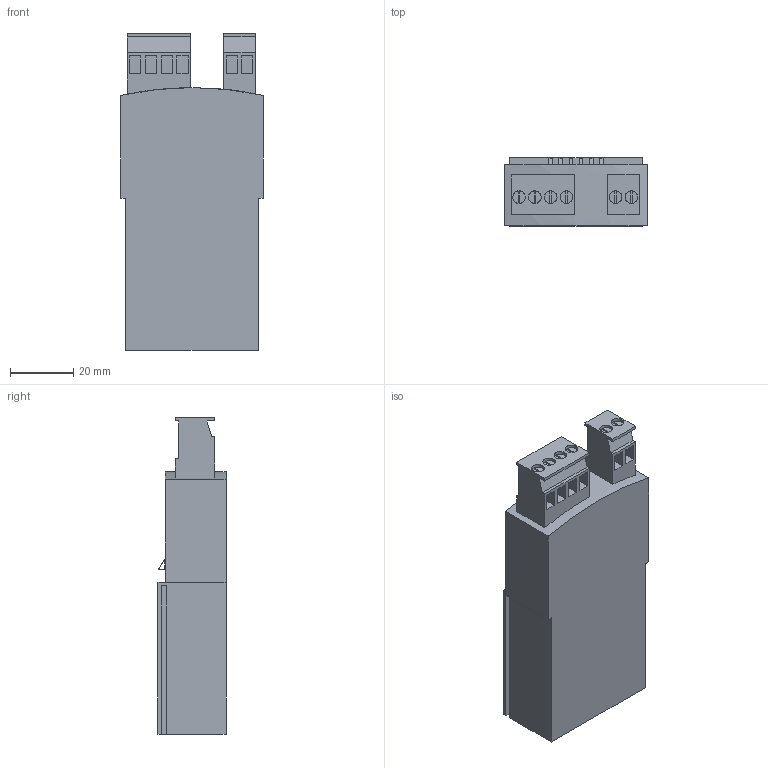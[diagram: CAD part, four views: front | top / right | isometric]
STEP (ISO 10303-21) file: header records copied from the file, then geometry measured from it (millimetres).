
FILE_DESCRIPTION((''),'2;1');
FILE_NAME('LUFDH11','2017-12-06T',('SESA468396'),('Schneider-Electric'),'PRO/ENGINEER BY PARAMETRIC TECHNOLOGY CORPORATION, 2015440','PRO/ENGINEER BY PARAMETRIC TECHNOLOGY CORPORATION, 2015440','');
FILE_SCHEMA(('CONFIG_CONTROL_DESIGN'));
Length unit declared in the file: millimetre
Products named in the file (1): LUFDH11
Bounding box: 45 x 21.5 x 100 mm (x, y, z)
Volume: 77715.9 mm3; surface area: 15751.7 mm2
Topology: 1 solids, 1 shells, 172 faces, 448 edges, 298 vertices
Faces by surface type: plane 147, cylinder 25
Entity records: 5296 total; most frequent: CARTESIAN_POINT 918, ORIENTED_EDGE 896, DIRECTION 870, EDGE_CURVE 448, VECTOR 370, LINE 370, VERTEX_POINT 298, AXIS2_PLACEMENT_3D 250
